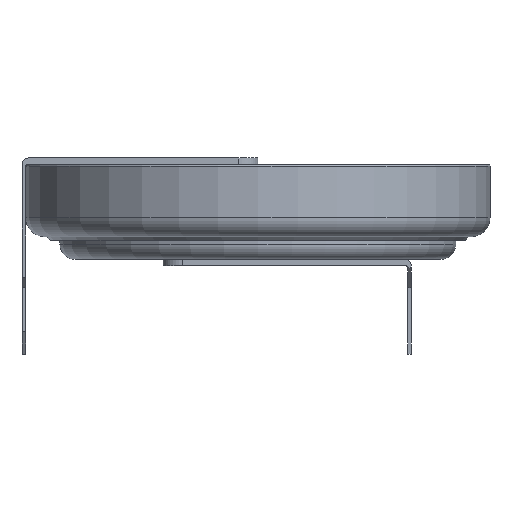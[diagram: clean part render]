
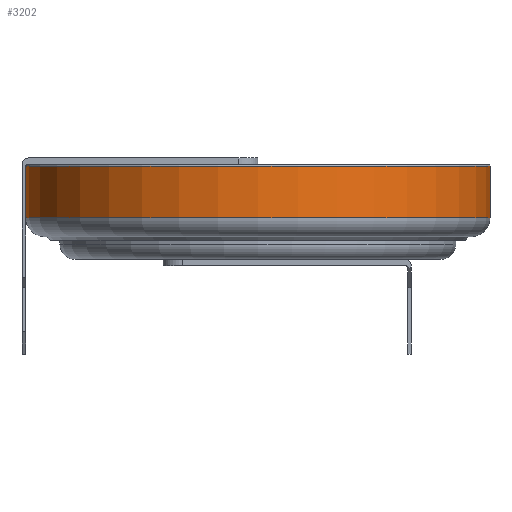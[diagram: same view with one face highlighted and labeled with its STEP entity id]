
A CAD part, front view. The second image highlights one B-rep face of the part: STEP entity #3202.
In plain terms, the highlighted cylindrical face has radius 12.25 mm (diameter 24.5 mm), a partial arc.
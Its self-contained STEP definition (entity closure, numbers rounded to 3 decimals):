
#77 = ORIENTED_EDGE ( 'NONE', *, *, #1300, .T. ) ;
#126 = EDGE_CURVE ( 'NONE', #5473, #1421, #3055, .T. ) ;
#279 = AXIS2_PLACEMENT_3D ( 'NONE', #6008, #996, #2502 ) ;
#283 = CARTESIAN_POINT ( 'NONE',  ( 12.25, 0., 4.9 ) ) ;
#738 = DIRECTION ( 'NONE',  ( -1., 0., 0. ) ) ;
#908 = VERTEX_POINT ( 'NONE', #4306 ) ;
#996 = DIRECTION ( 'NONE',  ( 0., 0., -1. ) ) ;
#1024 = DIRECTION ( 'NONE',  ( 0., 0., -1. ) ) ;
#1238 = AXIS2_PLACEMENT_3D ( 'NONE', #1941, #5932, #738 ) ;
#1300 = EDGE_CURVE ( 'NONE', #1860, #908, #6364, .T. ) ;
#1345 = EDGE_LOOP ( 'NONE', ( #4345, #2103, #77, #2331 ) ) ;
#1421 = VERTEX_POINT ( 'NONE', #4243 ) ;
#1543 = CIRCLE ( 'NONE', #1238, 12.25 ) ;
#1548 = EDGE_CURVE ( 'NONE', #1421, #908, #1543, .T. ) ;
#1713 = VECTOR ( 'NONE', #1024, 1000. ) ;
#1860 = VERTEX_POINT ( 'NONE', #2935 ) ;
#1912 = FACE_OUTER_BOUND ( 'NONE', #1345, .T. ) ;
#1941 = CARTESIAN_POINT ( 'NONE',  ( 0., 0., 2.194 ) ) ;
#2103 = ORIENTED_EDGE ( 'NONE', *, *, #2363, .T. ) ;
#2240 = DIRECTION ( 'NONE',  ( 0., 0., -1. ) ) ;
#2261 = DIRECTION ( 'NONE',  ( 0., 0., -1. ) ) ;
#2331 = ORIENTED_EDGE ( 'NONE', *, *, #1548, .F. ) ;
#2363 = EDGE_CURVE ( 'NONE', #5473, #1860, #3890, .T. ) ;
#2502 = DIRECTION ( 'NONE',  ( -1., 0., 0. ) ) ;
#2524 = CARTESIAN_POINT ( 'NONE',  ( 12.25, 0., -1.699 ) ) ;
#2935 = CARTESIAN_POINT ( 'NONE',  ( -12.25, 0., 4.9 ) ) ;
#3004 = AXIS2_PLACEMENT_3D ( 'NONE', #5265, #2240, #5769 ) ;
#3055 = LINE ( 'NONE', #2524, #1713 ) ;
#3202 = ADVANCED_FACE ( 'NONE', ( #1912 ), #4435, .T. ) ;
#3890 = CIRCLE ( 'NONE', #3004, 12.25 ) ;
#4243 = CARTESIAN_POINT ( 'NONE',  ( 12.25, 0., 2.194 ) ) ;
#4306 = CARTESIAN_POINT ( 'NONE',  ( -12.25, 0., 2.194 ) ) ;
#4345 = ORIENTED_EDGE ( 'NONE', *, *, #126, .F. ) ;
#4435 = CYLINDRICAL_SURFACE ( 'NONE', #279, 12.25 ) ;
#4798 = CARTESIAN_POINT ( 'NONE',  ( -12.25, 0., -1.699 ) ) ;
#5034 = VECTOR ( 'NONE', #2261, 1000. ) ;
#5265 = CARTESIAN_POINT ( 'NONE',  ( 0., 0., 4.9 ) ) ;
#5473 = VERTEX_POINT ( 'NONE', #283 ) ;
#5769 = DIRECTION ( 'NONE',  ( -1., 0., 0. ) ) ;
#5932 = DIRECTION ( 'NONE',  ( 0., 0., -1. ) ) ;
#6008 = CARTESIAN_POINT ( 'NONE',  ( 0., 0., -1.699 ) ) ;
#6364 = LINE ( 'NONE', #4798, #5034 ) ;
